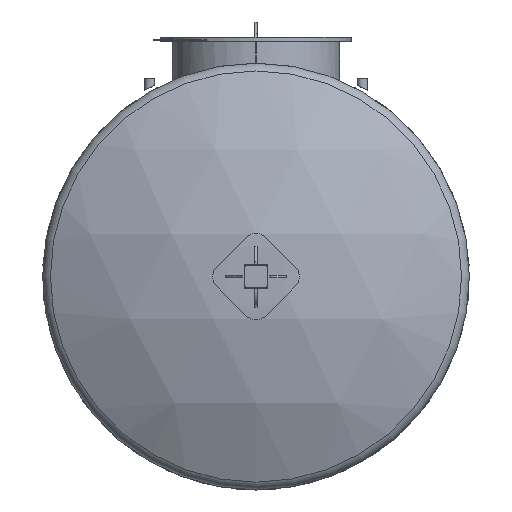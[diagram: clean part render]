
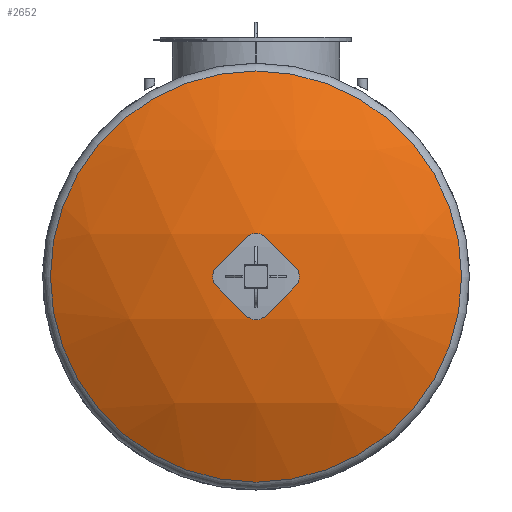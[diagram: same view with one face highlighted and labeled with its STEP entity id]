
A CAD part, left-side view. The second image highlights one B-rep face of the part: STEP entity #2652.
In plain terms, the highlighted spherical face has radius 1609 mm.
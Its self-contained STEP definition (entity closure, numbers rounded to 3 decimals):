
#23=SPHERICAL_SURFACE('',#2969,1609.);
#731=FACE_OUTER_BOUND('',#882,.T.);
#882=EDGE_LOOP('',(#2159));
#995=CIRCLE('',#2967,773.649);
#1233=VERTEX_POINT('',#4996);
#1596=EDGE_CURVE('',#1233,#1233,#995,.T.);
#2159=ORIENTED_EDGE('',*,*,#1596,.T.);
#2652=ADVANCED_FACE('',(#731),#23,.T.);
#2967=AXIS2_PLACEMENT_3D('',#4997,#3629,#3630);
#2969=AXIS2_PLACEMENT_3D('',#4999,#3633,#3634);
#3629=DIRECTION('center_axis',(-1.,0.,0.));
#3630=DIRECTION('ref_axis',(0.,-1.,0.));
#3633=DIRECTION('center_axis',(0.,0.,1.));
#3634=DIRECTION('ref_axis',(0.,-1.,0.));
#4996=CARTESIAN_POINT('',(-75.069,0.,773.649));
#4997=CARTESIAN_POINT('Origin',(-75.069,0.,
0.));
#4999=CARTESIAN_POINT('Origin',(1335.727,0.,0.));
